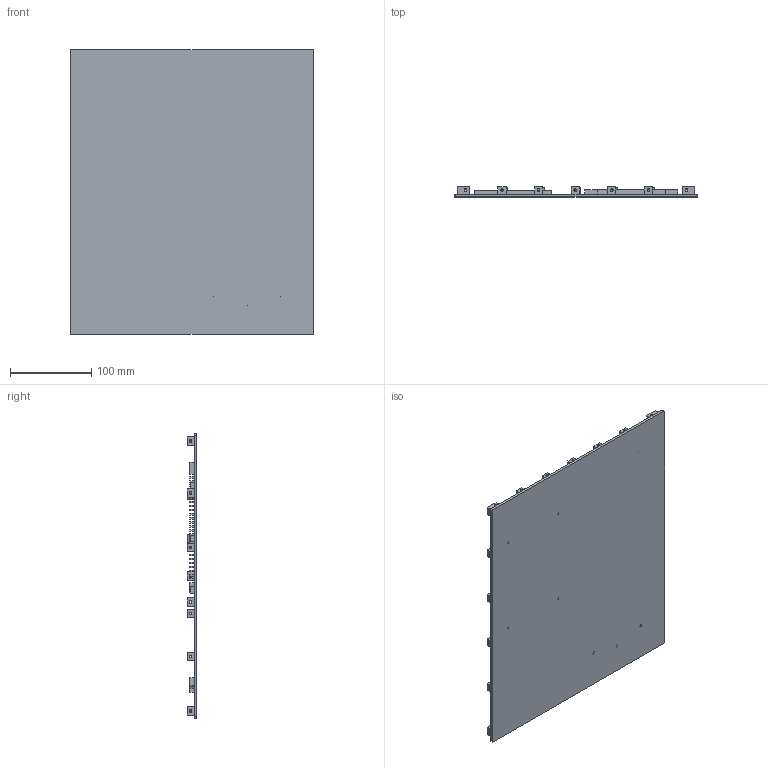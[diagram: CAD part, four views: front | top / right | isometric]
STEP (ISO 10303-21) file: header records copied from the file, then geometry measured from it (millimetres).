
FILE_DESCRIPTION (( 'STEP AP203' ), '1' );
FILE_NAME ('aw8-050-284.STEP', '2020-07-08T10:28:09', ( 'zhang' ), ( '' ), 'SwSTEP 2.0', 'SolidWorks 2016', '' );
FILE_SCHEMA (( 'CONFIG_CONTROL_DESIGN' ));
Length unit declared in the file: millimetre
Products named in the file (1): aw8-050-284
Bounding box: 300 x 12 x 350 mm (x, y, z)
Volume: 382106.6 mm3; surface area: 251116.6 mm2
Topology: 1 solids, 1 shells, 406 faces, 1030 edges, 660 vertices
Faces by surface type: plane 283, cylinder 90, cone 33
Entity records: 12138 total; most frequent: CARTESIAN_POINT 2162, ORIENTED_EDGE 2000, DIRECTION 1991, EDGE_CURVE 1000, LINE 809, VECTOR 809, VERTEX_POINT 660, AXIS2_PLACEMENT_3D 591
